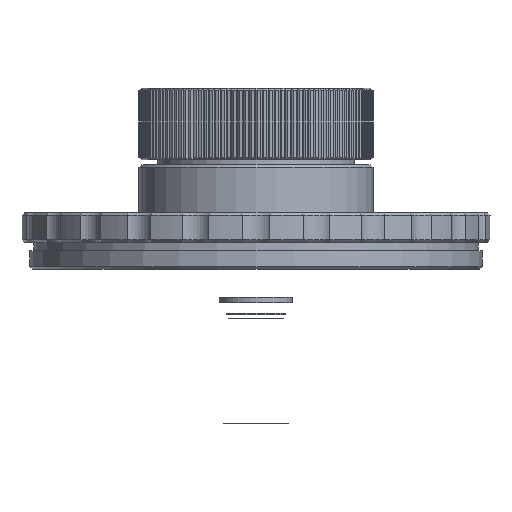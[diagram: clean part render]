
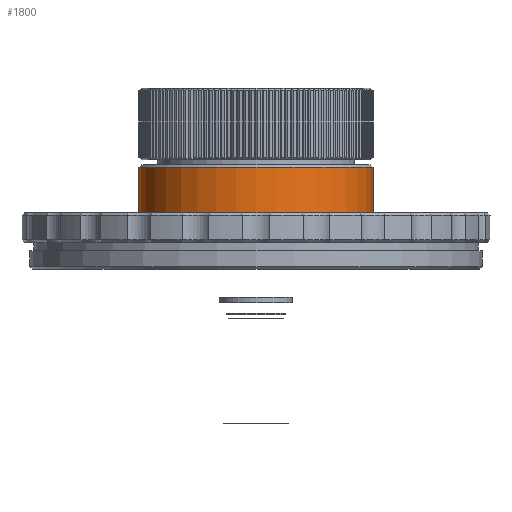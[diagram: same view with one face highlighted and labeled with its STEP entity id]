
A CAD part, front view. The second image highlights one B-rep face of the part: STEP entity #1800.
In plain terms, the highlighted cylindrical face has radius 22 mm (diameter 44 mm), a full revolution.
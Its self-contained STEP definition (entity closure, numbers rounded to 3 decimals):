
#498 = ORIENTED_EDGE ( 'NONE', *, *, #6325, .T. ) ;
#795 = DIRECTION ( 'NONE',  ( 1., 0., 0. ) ) ;
#840 = CARTESIAN_POINT ( 'NONE',  ( -0.402, 21.997, -1.981 ) ) ;
#942 = CARTESIAN_POINT ( 'NONE',  ( -0.699, 21.989, -3.083 ) ) ;
#1039 = CARTESIAN_POINT ( 'NONE',  ( -0.715, 21.989, -2.263 ) ) ;
#1120 = CIRCLE ( 'NONE', #13532, 22. ) ;
#1800 = ADVANCED_FACE ( 'NONE', ( #15224, #13792, #12393 ), #18164, .T. ) ;
#1881 = EDGE_LOOP ( 'NONE', ( #498 ) ) ;
#2277 = CARTESIAN_POINT ( 'NONE',  ( -0.104, 22., -1.88 ) ) ;
#2479 = CARTESIAN_POINT ( 'NONE',  ( -0.209, 22., -3.48 ) ) ;
#2620 = CARTESIAN_POINT ( 'NONE',  ( 0., 0., -9.68 ) ) ;
#2702 = ORIENTED_EDGE ( 'NONE', *, *, #17346, .T. ) ;
#2817 = VERTEX_POINT ( 'NONE', #5759 ) ;
#3801 = AXIS2_PLACEMENT_3D ( 'NONE', #14031, #12716, #12523 ) ;
#3887 = CARTESIAN_POINT ( 'NONE',  ( 0.8, 21.985, -2.574 ) ) ;
#3982 = CARTESIAN_POINT ( 'NONE',  ( -0.8, 21.985, -2.469 ) ) ;
#5285 = CARTESIAN_POINT ( 'NONE',  ( -0.8, 21.985, -2.68 ) ) ;
#5481 = EDGE_LOOP ( 'NONE', ( #2702 ) ) ;
#5514 = CARTESIAN_POINT ( 'NONE',  ( 0.418, 21.997, -1.967 ) ) ;
#5759 = CARTESIAN_POINT ( 'NONE',  ( 22., 0., -1.18 ) ) ;
#6325 = EDGE_CURVE ( 'NONE', #9631, #9631, #16974, .T. ) ;
#6727 = CARTESIAN_POINT ( 'NONE',  ( 0.639, 21.991, -2.188 ) ) ;
#6758 = ORIENTED_EDGE ( 'NONE', *, *, #15500, .T. ) ;
#6921 = CARTESIAN_POINT ( 'NONE',  ( -0.779, 21.986, -2.889 ) ) ;
#7943 = CARTESIAN_POINT ( 'NONE',  ( -0.639, 21.991, -3.172 ) ) ;
#8339 = CARTESIAN_POINT ( 'NONE',  ( -0.8, 21.985, -2.68 ) ) ;
#8677 = VERTEX_POINT ( 'NONE', #10283 ) ;
#9144 = CARTESIAN_POINT ( 'NONE',  ( 0., 0., 21.998 ) ) ;
#9631 = VERTEX_POINT ( 'NONE', #5285 ) ;
#10283 = CARTESIAN_POINT ( 'NONE',  ( 22., 0., -9.68 ) ) ;
#10906 = CARTESIAN_POINT ( 'NONE',  ( 0.699, 21.989, -2.277 ) ) ;
#11003 = CARTESIAN_POINT ( 'NONE',  ( -0.418, 21.997, -3.393 ) ) ;
#11200 = CARTESIAN_POINT ( 'NONE',  ( 0.104, 22., -3.48 ) ) ;
#12105 = DIRECTION ( 'NONE',  ( 1., 0., 0. ) ) ;
#12324 = CARTESIAN_POINT ( 'NONE',  ( 0.779, 21.986, -2.471 ) ) ;
#12393 = FACE_BOUND ( 'NONE', #1881, .T. ) ;
#12523 = DIRECTION ( 'NONE',  ( 1., 0., 0. ) ) ;
#12535 = CARTESIAN_POINT ( 'NONE',  ( -0.209, 21.999, -1.901 ) ) ;
#12716 = DIRECTION ( 'NONE',  ( 0., 0., -1. ) ) ;
#13512 = DIRECTION ( 'NONE',  ( 0., 0., 1. ) ) ;
#13532 = AXIS2_PLACEMENT_3D ( 'NONE', #2620, #15516, #795 ) ;
#13737 = CARTESIAN_POINT ( 'NONE',  ( 0.491, 21.995, -3.321 ) ) ;
#13792 = FACE_OUTER_BOUND ( 'NONE', #5481, .T. ) ;
#13939 = CARTESIAN_POINT ( 'NONE',  ( 0.402, 21.997, -3.379 ) ) ;
#14031 = CARTESIAN_POINT ( 'NONE',  ( 0., 0., -1.18 ) ) ;
#15224 = FACE_OUTER_BOUND ( 'NONE', #16850, .T. ) ;
#15263 = CARTESIAN_POINT ( 'NONE',  ( 0.209, 21.999, -3.459 ) ) ;
#15364 = CARTESIAN_POINT ( 'NONE',  ( 0.715, 21.989, -3.097 ) ) ;
#15500 = EDGE_CURVE ( 'NONE', #2817, #2817, #17152, .T. ) ;
#15516 = DIRECTION ( 'NONE',  ( 0., 0., 1. ) ) ;
#15556 = CARTESIAN_POINT ( 'NONE',  ( -0.8, 21.985, -2.68 ) ) ;
#16205 = AXIS2_PLACEMENT_3D ( 'NONE', #9144, #13512, #12105 ) ;
#16689 = CARTESIAN_POINT ( 'NONE',  ( -0.491, 21.995, -2.039 ) ) ;
#16785 = CARTESIAN_POINT ( 'NONE',  ( -0.8, 21.985, -2.786 ) ) ;
#16850 = EDGE_LOOP ( 'NONE', ( #6758 ) ) ;
#16891 = CARTESIAN_POINT ( 'NONE',  ( 0.8, 21.985, -2.891 ) ) ;
#16974 = B_SPLINE_CURVE_WITH_KNOTS ( 'NONE', 3,
 ( #8339, #16785, #6921, #942, #7943, #11003, #2479, #11200, #15263, #13939, #13737, #15364, #16891, #3887, #12324, #10906, #6727, #5514, #16993, #2277, #12535, #840, #16689, #1039, #3982, #15556 ),
 .UNSPECIFIED., .T., .F.,
 ( 4, 2, 2, 2, 2, 2, 2, 2, 2, 2, 2, 2, 4 ),
 ( 0., 0., 0.001, 0.001, 0.002, 0.002, 0.003, 0.003, 0.003, 0.004, 0.004, 0.004, 0.005 ),
 .UNSPECIFIED. ) ;
#16993 = CARTESIAN_POINT ( 'NONE',  ( 0.209, 22., -1.88 ) ) ;
#17152 = CIRCLE ( 'NONE', #3801, 22. ) ;
#17346 = EDGE_CURVE ( 'NONE', #8677, #8677, #1120, .T. ) ;
#18164 = CYLINDRICAL_SURFACE ( 'NONE', #16205, 22. ) ;
